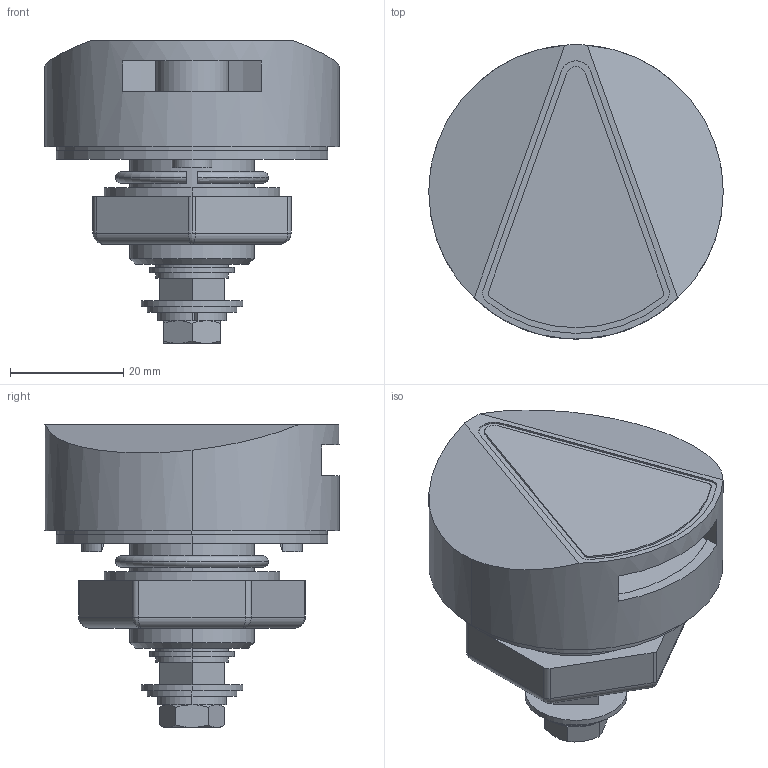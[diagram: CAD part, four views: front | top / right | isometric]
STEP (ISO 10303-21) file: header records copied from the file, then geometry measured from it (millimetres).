
FILE_DESCRIPTION (( 'STEP AP203' ), '1' );
FILE_NAME ('A-316-3.STEP', '2021-07-02T06:59:44', ( '' ), ( '' ), 'SwSTEP 2.0', 'SolidWorks 2018', '' );
FILE_SCHEMA (( 'CONFIG_CONTROL_DESIGN' ));
Length unit declared in the file: millimetre
Products named in the file (8): A-316-3_packing_; A-316-3_ring washer_; A-316-3_hex head bolt__M6x16十字穴付六角ボルト(鉄)ダブルセムス(P3)旧JIS; A-316-3; A-316-3_Square Spacer_; A-316-3_nut_; A-316-3_body_; A-316-3_cover
Assembly tree (7 placements, depth 2):
  A-316-3
    A-316-3_body_
    A-316-3_cover
    A-316-3_packing_
    A-316-3_ring washer_
    A-316-3_nut_
    A-316-3_Square Spacer_
    A-316-3_hex head bolt__M6x16十字穴付六角ボルト(鉄)ダブルセムス(P3)旧JIS
Bounding box: 52 x 52 x 53.5 mm (x, y, z)
Volume: 46607.5 mm3; surface area: 27149.3 mm2
Topology: 7 solids, 7 shells, 201 faces, 474 edges, 295 vertices
Faces by surface type: plane 89, cylinder 80, cone 22, bspline 6, torus 4
Entity records: 6850 total; most frequent: CARTESIAN_POINT 1414, DIRECTION 994, ORIENTED_EDGE 932, EDGE_CURVE 466, AXIS2_PLACEMENT_3D 379, VERTEX_POINT 295, VECTOR 236, LINE 236
